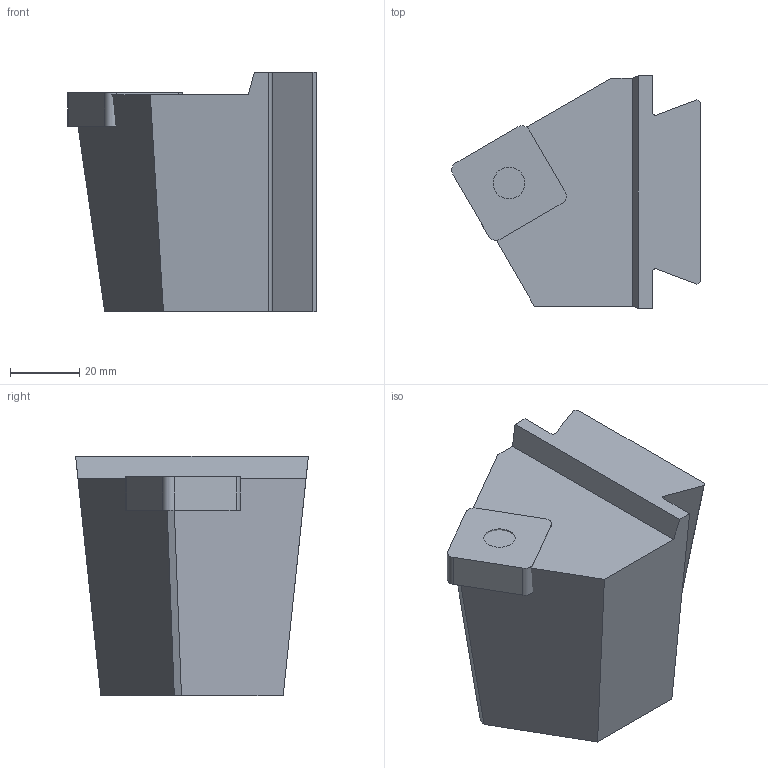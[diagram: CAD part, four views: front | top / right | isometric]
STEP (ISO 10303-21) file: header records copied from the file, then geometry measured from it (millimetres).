
FILE_DESCRIPTION(/* description */ (''),/* implementation_level */ '2;1');
FILE_NAME(/* name */ 'KHSSBCR25_SIM.stp',/* time_stamp */ '2022-12-07T09:34:01+01:00',/* author */ (''),/* organization */ (''),/* preprocessor_version */ 'ST-DEVELOPER v18.102',/* originating_system */ 'SIEMENS PLM Software NX 2027',/* authorisation */ '');
FILE_SCHEMA (('AUTOMOTIVE_DESIGN { 1 0 10303 214 3 1 1 1 }'));
Length unit declared in the file: millimetre
Products named in the file (1): model1
Bounding box: 71.51 x 67 x 69 mm (x, y, z)
Volume: 180143.2 mm3; surface area: 23075.6 mm2
Topology: 2 solids, 2 shells, 29 faces, 75 edges, 50 vertices
Faces by surface type: plane 22, cylinder 7
Full cylindrical faces by diameter (mm): 9.12 x1
Entity records: 912 total; most frequent: CARTESIAN_POINT 154, ORIENTED_EDGE 148, DIRECTION 148, EDGE_CURVE 74, LINE 60, VECTOR 60, VERTEX_POINT 50, AXIS2_PLACEMENT_3D 44
